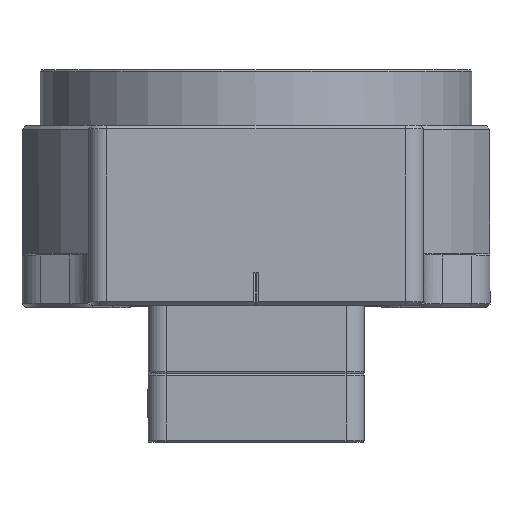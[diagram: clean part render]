
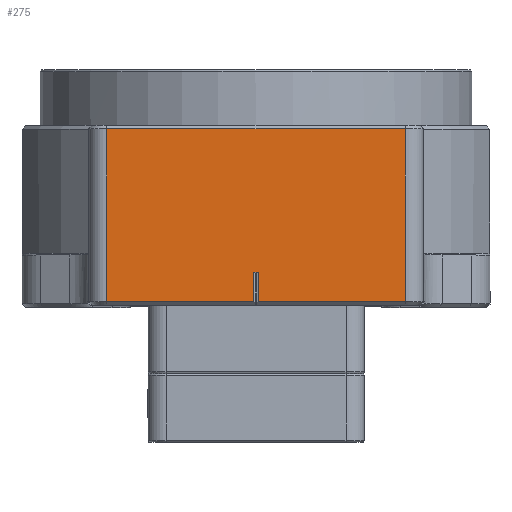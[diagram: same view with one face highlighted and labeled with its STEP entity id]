
A CAD part, top view. The second image highlights one B-rep face of the part: STEP entity #275.
In plain terms, the highlighted planar face has unit normal (0, 0, 1).
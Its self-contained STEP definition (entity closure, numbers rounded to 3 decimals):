
#275 = ADVANCED_FACE ( 'NONE', ( #17453 ), #17448, .F. ) ;
#5886 = VERTEX_POINT ( 'NONE', #32198 ) ;
#7018 = VECTOR ( 'NONE', #13533, 1000. ) ;
#9275 = VECTOR ( 'NONE', #29035, 1000. ) ;
#9473 = VERTEX_POINT ( 'NONE', #27318 ) ;
#9506 = CARTESIAN_POINT ( 'NONE',  ( 0.6, 1.5, 97. ) ) ;
#10500 = DIRECTION ( 'NONE',  ( 0., -1., 0. ) ) ;
#10511 = CARTESIAN_POINT ( 'NONE',  ( 41.5, 50.5, 97. ) ) ;
#10520 = LINE ( 'NONE', #10511, #11995 ) ;
#11105 = CARTESIAN_POINT ( 'NONE',  ( 0.6, 9.7, 97. ) ) ;
#11120 = EDGE_CURVE ( 'NONE', #27383, #35465, #10520, .T. ) ;
#11995 = VECTOR ( 'NONE', #10500, 1000. ) ;
#12262 = VECTOR ( 'NONE', #36151, 1000. ) ;
#13528 = CARTESIAN_POINT ( 'NONE',  ( -0.6, 9.7, 97. ) ) ;
#13533 = DIRECTION ( 'NONE',  ( 1., 0., 0. ) ) ;
#13542 = CARTESIAN_POINT ( 'NONE',  ( 41.5, 1.5, 97. ) ) ;
#13579 = LINE ( 'NONE', #13542, #7018 ) ;
#15695 = CARTESIAN_POINT ( 'NONE',  ( 41.5, 49.5, 97. ) ) ;
#15743 = DIRECTION ( 'NONE',  ( 0., -1., 0. ) ) ;
#15753 = CARTESIAN_POINT ( 'NONE',  ( -41.5, 50.5, 97. ) ) ;
#15778 = LINE ( 'NONE', #15753, #22092 ) ;
#17081 = DIRECTION ( 'NONE',  ( 0., 1., 0. ) ) ;
#17119 = CARTESIAN_POINT ( 'NONE',  ( -0.6, 50.5, 97. ) ) ;
#17127 = LINE ( 'NONE', #17119, #29395 ) ;
#17376 = DIRECTION ( 'NONE',  ( -1., 0., 0. ) ) ;
#17405 = DIRECTION ( 'NONE',  ( 0., 0., -1. ) ) ;
#17409 = CARTESIAN_POINT ( 'NONE',  ( -41.5, 50.5, 97. ) ) ;
#17448 = PLANE ( 'NONE',  #31272 ) ;
#17453 = FACE_OUTER_BOUND ( 'NONE', #18446, .T. ) ;
#18446 = EDGE_LOOP ( 'NONE', ( #25942, #27071, #27127, #26997, #26794, #26751, #26627, #28268 ) ) ;
#18945 = CARTESIAN_POINT ( 'NONE',  ( -41.5, 49.5, 97. ) ) ;
#20149 = DIRECTION ( 'NONE',  ( -1., 0., 0. ) ) ;
#20153 = CARTESIAN_POINT ( 'NONE',  ( -41.5, 49.5, 97. ) ) ;
#20188 = LINE ( 'NONE', #20153, #21968 ) ;
#20368 = VERTEX_POINT ( 'NONE', #18945 ) ;
#20574 = EDGE_CURVE ( 'NONE', #20368, #5886, #15778, .T. ) ;
#20736 = EDGE_CURVE ( 'NONE', #5886, #9473, #13579, .T. ) ;
#20738 = VERTEX_POINT ( 'NONE', #13528 ) ;
#21148 = VERTEX_POINT ( 'NONE', #9506 ) ;
#21968 = VECTOR ( 'NONE', #20149, 1000. ) ;
#22092 = VECTOR ( 'NONE', #15743, 1000. ) ;
#24190 = VERTEX_POINT ( 'NONE', #11105 ) ;
#25942 = ORIENTED_EDGE ( 'NONE', *, *, #20736, .T. ) ;
#26627 = ORIENTED_EDGE ( 'NONE', *, *, #33525, .T. ) ;
#26751 = ORIENTED_EDGE ( 'NONE', *, *, #11120, .F. ) ;
#26794 = ORIENTED_EDGE ( 'NONE', *, *, #32882, .T. ) ;
#26997 = ORIENTED_EDGE ( 'NONE', *, *, #32845, .T. ) ;
#27071 = ORIENTED_EDGE ( 'NONE', *, *, #27099, .T. ) ;
#27099 = EDGE_CURVE ( 'NONE', #9473, #20738, #17127, .T. ) ;
#27127 = ORIENTED_EDGE ( 'NONE', *, *, #32390, .T. ) ;
#27318 = CARTESIAN_POINT ( 'NONE',  ( -0.6, 1.5, 97. ) ) ;
#27383 = VERTEX_POINT ( 'NONE', #15695 ) ;
#28268 = ORIENTED_EDGE ( 'NONE', *, *, #20574, .T. ) ;
#29035 = DIRECTION ( 'NONE',  ( 1., 0., 0. ) ) ;
#29039 = CARTESIAN_POINT ( 'NONE',  ( 41.5, 1.5, 97. ) ) ;
#29089 = LINE ( 'NONE', #29039, #9275 ) ;
#29395 = VECTOR ( 'NONE', #17081, 1000. ) ;
#30075 = DIRECTION ( 'NONE',  ( 0., -1., 0. ) ) ;
#30109 = CARTESIAN_POINT ( 'NONE',  ( 0.6, 50.5, 97. ) ) ;
#30113 = LINE ( 'NONE', #30109, #37303 ) ;
#31272 = AXIS2_PLACEMENT_3D ( 'NONE', #17409, #17405, #17376 ) ;
#32198 = CARTESIAN_POINT ( 'NONE',  ( -41.5, 1.5, 97. ) ) ;
#32390 = EDGE_CURVE ( 'NONE', #20738, #24190, #36192, .T. ) ;
#32845 = EDGE_CURVE ( 'NONE', #24190, #21148, #30113, .T. ) ;
#32882 = EDGE_CURVE ( 'NONE', #21148, #35465, #29089, .T. ) ;
#33525 = EDGE_CURVE ( 'NONE', #27383, #20368, #20188, .T. ) ;
#35465 = VERTEX_POINT ( 'NONE', #36577 ) ;
#36151 = DIRECTION ( 'NONE',  ( 1., 0., 0. ) ) ;
#36186 = CARTESIAN_POINT ( 'NONE',  ( 0.1, 9.7, 97. ) ) ;
#36192 = LINE ( 'NONE', #36186, #12262 ) ;
#36577 = CARTESIAN_POINT ( 'NONE',  ( 41.5, 1.5, 97. ) ) ;
#37303 = VECTOR ( 'NONE', #30075, 1000. ) ;
